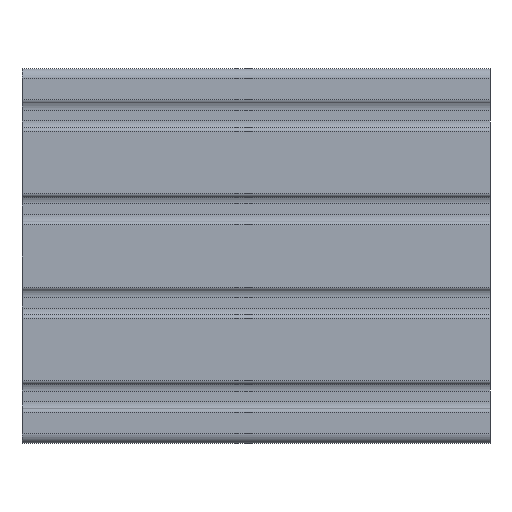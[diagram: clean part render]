
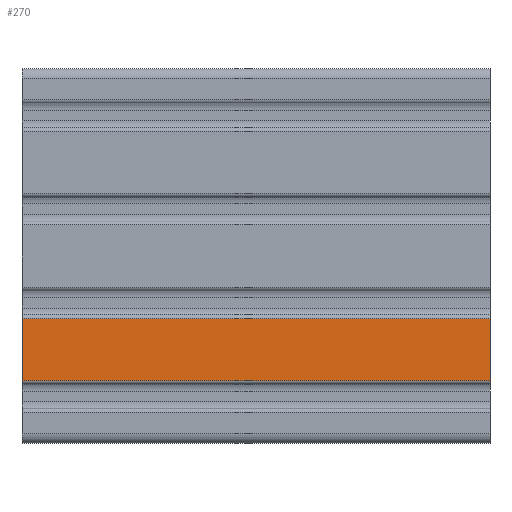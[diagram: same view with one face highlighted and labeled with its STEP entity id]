
A CAD part, left-side view. The second image highlights one B-rep face of the part: STEP entity #270.
In plain terms, the highlighted planar face has unit normal (-1, 0, 0).
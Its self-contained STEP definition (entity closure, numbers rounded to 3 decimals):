
#270 = ADVANCED_FACE( '', ( #726 ), #727, .T. );
#726 = FACE_OUTER_BOUND( '', #1381, .T. );
#727 = PLANE( '', #1382 );
#1381 = EDGE_LOOP( '', ( #2117, #2118, #2119, #2120 ) );
#1382 = AXIS2_PLACEMENT_3D( '', #2121, #2122, #2123 );
#2117 = ORIENTED_EDGE( '', *, *, #4143, .F. );
#2118 = ORIENTED_EDGE( '', *, *, #4144, .F. );
#2119 = ORIENTED_EDGE( '', *, *, #4145, .T. );
#2120 = ORIENTED_EDGE( '', *, *, #4146, .T. );
#2121 = CARTESIAN_POINT( '', ( -10., 100., -13.375 ) );
#2122 = DIRECTION( '', ( -1., 0., 0. ) );
#2123 = DIRECTION( '', ( 0., 0., 1. ) );
#4143 = EDGE_CURVE( '', #5043, #5044, #5045, .T. );
#4144 = EDGE_CURVE( '', #5046, #5043, #5047, .T. );
#4145 = EDGE_CURVE( '', #5046, #5048, #5049, .T. );
#4146 = EDGE_CURVE( '', #5048, #5044, #5050, .T. );
#5043 = VERTEX_POINT( '', #6331 );
#5044 = VERTEX_POINT( '', #6332 );
#5045 = LINE( '', #6333, #6334 );
#5046 = VERTEX_POINT( '', #6335 );
#5047 = LINE( '', #6336, #6337 );
#5048 = VERTEX_POINT( '', #6338 );
#5049 = LINE( '', #6339, #6340 );
#5050 = LINE( '', #6341, #6342 );
#6331 = CARTESIAN_POINT( '', ( -10., 0., -13.375 ) );
#6332 = CARTESIAN_POINT( '', ( -10., 0., -26.625 ) );
#6333 = CARTESIAN_POINT( '', ( -10., 0., -13.375 ) );
#6334 = VECTOR( '', #7910, 1000. );
#6335 = CARTESIAN_POINT( '', ( -10., 100., -13.375 ) );
#6336 = CARTESIAN_POINT( '', ( -10., 100., -13.375 ) );
#6337 = VECTOR( '', #7911, 1000. );
#6338 = CARTESIAN_POINT( '', ( -10., 100., -26.625 ) );
#6339 = CARTESIAN_POINT( '', ( -10., 100., -13.375 ) );
#6340 = VECTOR( '', #7912, 1000. );
#6341 = CARTESIAN_POINT( '', ( -10., 100., -26.625 ) );
#6342 = VECTOR( '', #7913, 1000. );
#7910 = DIRECTION( '', ( 0., 0., -1. ) );
#7911 = DIRECTION( '', ( 0., -1., 0. ) );
#7912 = DIRECTION( '', ( 0., 0., -1. ) );
#7913 = DIRECTION( '', ( 0., -1., 0. ) );
